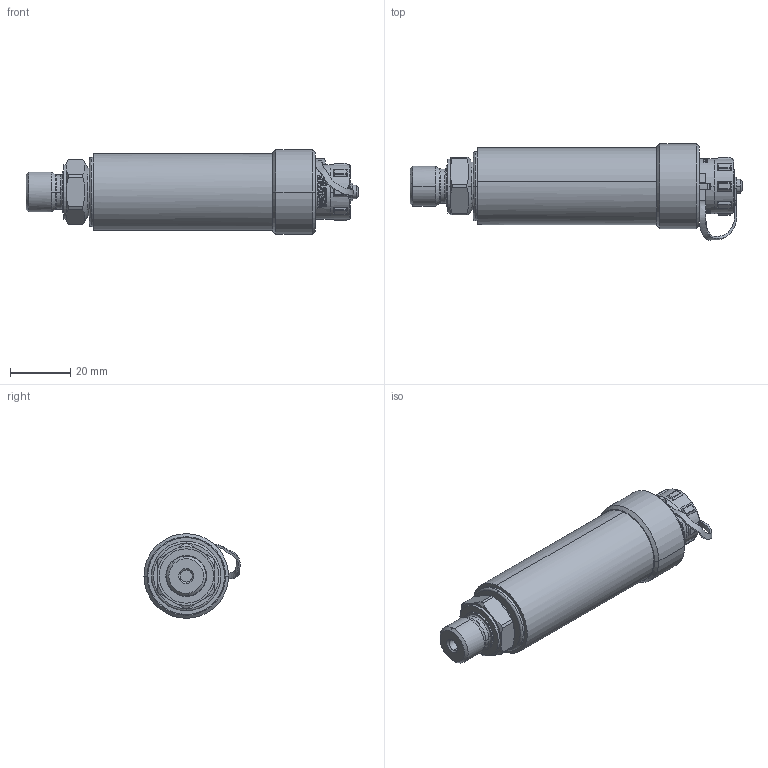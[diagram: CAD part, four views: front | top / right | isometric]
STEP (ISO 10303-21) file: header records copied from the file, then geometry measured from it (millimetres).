
FILE_DESCRIPTION(('Creo Elements/Direct Modeling STEP Export'),'2;1');
FILE_NAME('GD4200-USBxxxxAB.stp','2018-01-23T10:21:27',(''),(''),'PTC Creo Elements/Direct Modeling STEP processor for AP214 (Solid Model)','PTC Creo Elements/Direct Modeling 19.0E 27-Jun-2016 (C) Parametric Technology GmbH','');
FILE_SCHEMA(('AUTOMOTIVE_DESIGN { 1 0 10303 214 1 1 1 1 }'));
Length unit declared in the file: millimetre
Products named in the file (4): GD4200-USBxxxxAB; Cap
Assembly tree (2 placements, depth 2):
  GD4200-USBxxxxAB
    GD4200-USBxxxxAB
  Cap
    Cap
Bounding box: 109.85 x 31.82 x 28 mm (x, y, z)
Volume: 45392.9 mm3; surface area: 11817.6 mm2
Topology: 2 solids, 2 shells, 980 faces, 2651 edges, 1702 vertices
Faces by surface type: plane 360, extrusion 297, cylinder 171, torus 60, cone 46, sphere 32, bspline 14
Entity records: 42090 total; most frequent: CARTESIAN_POINT 12404, ORIENTED_EDGE 5238, DIRECTION 3742, EDGE_CURVE 2617, VERTEX_POINT 1702, VECTOR 1422, AXIS2_PLACEMENT_3D 1160, B_SPLINE_CURVE_WITH_KNOTS 1154
